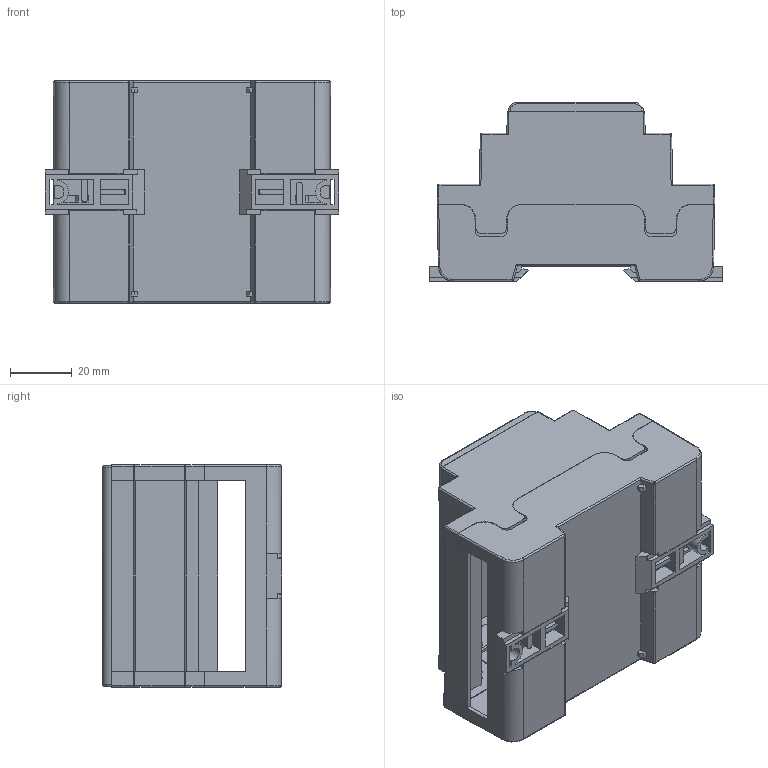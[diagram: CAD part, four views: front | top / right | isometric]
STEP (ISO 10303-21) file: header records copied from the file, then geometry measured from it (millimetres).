
FILE_DESCRIPTION (( 'STEP AP203' ), '1' );
FILE_NAME ('449-340-45.STEP', '2017-04-20T09:17:10', ( 'edv' ), ( 'Hewlett-Packard Company' ), 'SwSTEP 2.0', 'SolidWorks 2012', '' );
FILE_SCHEMA (( 'CONFIG_CONTROL_DESIGN' ));
Length unit declared in the file: centimetre
Products named in the file (5): 449-340-45; 044900400s; 044900300s; 044934011s; 044934046s
Assembly tree (6 placements, depth 2):
  449-340-45
    044934046s
    044934011s
    044900300s  x2
    044900400s  x2
Bounding box: 95 x 58 x 72 mm (x, y, z)
Volume: 49533.6 mm3; surface area: 69673.4 mm2
Topology: 6 solids, 6 shells, 973 faces, 2658 edges, 1720 vertices
Faces by surface type: plane 813, cylinder 136, sphere 12, bspline 4, cone 4, torus 4
Entity records: 24104 total; most frequent: CARTESIAN_POINT 4390, ORIENTED_EDGE 4106, DIRECTION 3757, EDGE_CURVE 2053, VECTOR 1779, LINE 1779, VERTEX_POINT 1334, AXIS2_PLACEMENT_3D 989
